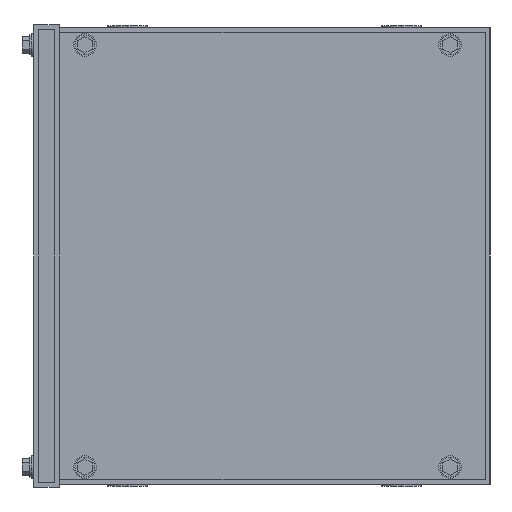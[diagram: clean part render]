
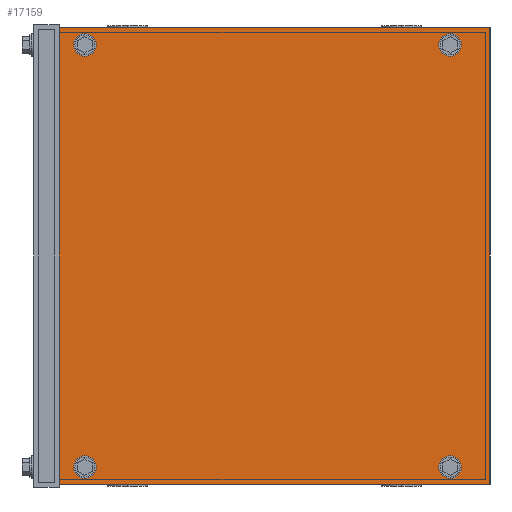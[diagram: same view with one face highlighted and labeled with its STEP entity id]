
A CAD part, left-side view. The second image highlights one B-rep face of the part: STEP entity #17159.
In plain terms, the highlighted planar face has unit normal (-1, 0, 0).
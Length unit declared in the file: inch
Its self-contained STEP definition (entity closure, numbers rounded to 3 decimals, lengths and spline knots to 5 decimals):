
#1714 = CARTESIAN_POINT ( 'NONE',  ( -14., 9.4375, 5. ) ) ;
#4941 = VECTOR ( 'NONE', #60214, 39.37008 ) ;
#6788 = VERTEX_POINT ( 'NONE', #28626 ) ;
#12868 = DIRECTION ( 'NONE',  ( 0., -1., 0. ) ) ;
#15177 = DIRECTION ( 'NONE',  ( 0., 0., 1. ) ) ;
#15309 = ORIENTED_EDGE ( 'NONE', *, *, #69479, .F. ) ;
#15318 = DIRECTION ( 'NONE',  ( 0., -1., 0. ) ) ;
#17159 = ADVANCED_FACE ( 'NONE', ( #48418 ), #94736, .T. ) ;
#20686 = LINE ( 'NONE', #28475, #4941 ) ;
#20827 = VECTOR ( 'NONE', #15318, 39.37008 ) ;
#22379 = ORIENTED_EDGE ( 'NONE', *, *, #84633, .T. ) ;
#26584 = CARTESIAN_POINT ( 'NONE',  ( -14., 0., -5. ) ) ;
#28475 = CARTESIAN_POINT ( 'NONE',  ( -14., 0., -5. ) ) ;
#28626 = CARTESIAN_POINT ( 'NONE',  ( -14., 9.4375, -5. ) ) ;
#32314 = CARTESIAN_POINT ( 'NONE',  ( -14., 9.4375, -5. ) ) ;
#32453 = LINE ( 'NONE', #96930, #20827 ) ;
#36649 = EDGE_CURVE ( 'NONE', #87082, #86777, #20686, .T. ) ;
#37244 = DIRECTION ( 'NONE',  ( 0., 0., -1. ) ) ;
#40113 = DIRECTION ( 'NONE',  ( -1., 0., 0. ) ) ;
#44528 = CARTESIAN_POINT ( 'NONE',  ( -14., 9.4375, -5. ) ) ;
#48418 = FACE_OUTER_BOUND ( 'NONE', #69721, .T. ) ;
#52435 = EDGE_CURVE ( 'NONE', #6788, #86777, #32453, .T. ) ;
#57435 = VECTOR ( 'NONE', #37244, 39.37008 ) ;
#58632 = ORIENTED_EDGE ( 'NONE', *, *, #52435, .T. ) ;
#59176 = VERTEX_POINT ( 'NONE', #1714 ) ;
#60185 = CARTESIAN_POINT ( 'NONE',  ( -14., 9.4375, 5. ) ) ;
#60214 = DIRECTION ( 'NONE',  ( 0., 0., -1. ) ) ;
#69479 = EDGE_CURVE ( 'NONE', #59176, #87082, #76835, .T. ) ;
#69721 = EDGE_LOOP ( 'NONE', ( #89609, #15309, #22379, #58632 ) ) ;
#71273 = CARTESIAN_POINT ( 'NONE',  ( -14., 0., 5. ) ) ;
#76835 = LINE ( 'NONE', #60185, #81864 ) ;
#81864 = VECTOR ( 'NONE', #12868, 39.37008 ) ;
#84633 = EDGE_CURVE ( 'NONE', #59176, #6788, #100685, .T. ) ;
#86777 = VERTEX_POINT ( 'NONE', #26584 ) ;
#87082 = VERTEX_POINT ( 'NONE', #71273 ) ;
#89609 = ORIENTED_EDGE ( 'NONE', *, *, #36649, .F. ) ;
#94736 = PLANE ( 'NONE',  #99973 ) ;
#96930 = CARTESIAN_POINT ( 'NONE',  ( -14., 9.4375, -5. ) ) ;
#99973 = AXIS2_PLACEMENT_3D ( 'NONE', #32314, #40113, #15177 ) ;
#100685 = LINE ( 'NONE', #44528, #57435 ) ;
